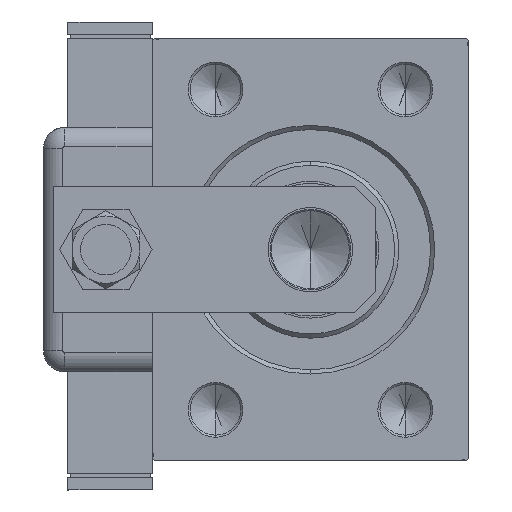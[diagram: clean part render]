
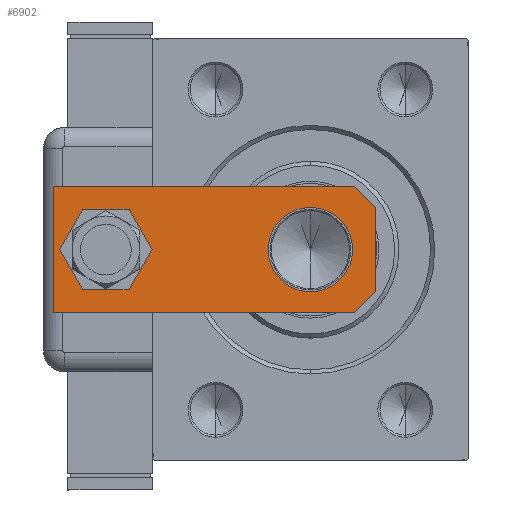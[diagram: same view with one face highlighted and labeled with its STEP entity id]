
A CAD part, left-side view. The second image highlights one B-rep face of the part: STEP entity #6902.
In plain terms, the highlighted face is planar.
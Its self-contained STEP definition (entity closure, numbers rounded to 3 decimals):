
#388 = CARTESIAN_POINT ( 'NONE',  ( 0., 15.5, 0. ) ) ;
#1644 = CIRCLE ( 'NONE', #24012, 7. ) ;
#1754 = VERTEX_POINT ( 'NONE', #54611 ) ;
#2066 = VERTEX_POINT ( 'NONE', #56074 ) ;
#2070 = DIRECTION ( 'NONE',  ( 1., 0., 0. ) ) ;
#3474 = VERTEX_POINT ( 'NONE', #49580 ) ;
#3833 = LINE ( 'NONE', #28200, #25932 ) ;
#3860 = EDGE_LOOP ( 'NONE', ( #14050, #24241 ) ) ;
#4025 = CARTESIAN_POINT ( 'NONE',  ( -10., 0., 0. ) ) ;
#4603 = ORIENTED_EDGE ( 'NONE', *, *, #45210, .F. ) ;
#6902 = ADVANCED_FACE ( 'NONE', ( #17613, #39894, #58439 ), #16726, .F. ) ;
#6972 = DIRECTION ( 'NONE',  ( 0., 0., 1. ) ) ;
#7715 = VERTEX_POINT ( 'NONE', #12824 ) ;
#8246 = VERTEX_POINT ( 'NONE', #41926 ) ;
#8695 = ORIENTED_EDGE ( 'NONE', *, *, #52146, .T. ) ;
#10852 = LINE ( 'NONE', #29734, #31037 ) ;
#11364 = ORIENTED_EDGE ( 'NONE', *, *, #14969, .T. ) ;
#11531 = CARTESIAN_POINT ( 'NONE',  ( 0., 64., 0. ) ) ;
#12448 = DIRECTION ( 'NONE',  ( -1., 0., 0. ) ) ;
#12824 = CARTESIAN_POINT ( 'NONE',  ( 15., 5., 0. ) ) ;
#13129 = DIRECTION ( 'NONE',  ( 0., 1., 0. ) ) ;
#13245 = CARTESIAN_POINT ( 'NONE',  ( -7., 64., 0. ) ) ;
#13835 = EDGE_CURVE ( 'NONE', #7715, #45419, #46014, .T. ) ;
#14050 = ORIENTED_EDGE ( 'NONE', *, *, #59160, .T. ) ;
#14969 = EDGE_CURVE ( 'NONE', #30846, #8246, #56612, .T. ) ;
#15003 = CARTESIAN_POINT ( 'NONE',  ( 0., 15.5, 0. ) ) ;
#15489 = CARTESIAN_POINT ( 'NONE',  ( -10., 0., 0. ) ) ;
#15656 = CARTESIAN_POINT ( 'NONE',  ( 15., 76.5, 0. ) ) ;
#16726 = PLANE ( 'NONE',  #49909 ) ;
#17018 = ORIENTED_EDGE ( 'NONE', *, *, #50840, .F. ) ;
#17613 = FACE_OUTER_BOUND ( 'NONE', #39286, .T. ) ;
#18133 = VERTEX_POINT ( 'NONE', #13245 ) ;
#18668 = EDGE_CURVE ( 'NONE', #2066, #3474, #31711, .T. ) ;
#19864 = DIRECTION ( 'NONE',  ( 0., -1., 0. ) ) ;
#20311 = DIRECTION ( 'NONE',  ( 1., 0., 0. ) ) ;
#23158 = EDGE_LOOP ( 'NONE', ( #43411, #30728 ) ) ;
#24012 = AXIS2_PLACEMENT_3D ( 'NONE', #11531, #44418, #2070 ) ;
#24241 = ORIENTED_EDGE ( 'NONE', *, *, #18668, .T. ) ;
#25932 = VECTOR ( 'NONE', #46783, 1000. ) ;
#27712 = VECTOR ( 'NONE', #46575, 1000. ) ;
#27807 = VECTOR ( 'NONE', #13129, 1000. ) ;
#28200 = CARTESIAN_POINT ( 'NONE',  ( 15., 5., 0. ) ) ;
#28399 = CARTESIAN_POINT ( 'NONE',  ( -15., 76.5, 0. ) ) ;
#28721 = DIRECTION ( 'NONE',  ( 1., 0., 0. ) ) ;
#29734 = CARTESIAN_POINT ( 'NONE',  ( -15., 0., 0. ) ) ;
#29963 = CARTESIAN_POINT ( 'NONE',  ( 0., 64., 0. ) ) ;
#30011 = EDGE_CURVE ( 'NONE', #46915, #8246, #38748, .T. ) ;
#30728 = ORIENTED_EDGE ( 'NONE', *, *, #45541, .T. ) ;
#30846 = VERTEX_POINT ( 'NONE', #4025 ) ;
#31037 = VECTOR ( 'NONE', #20311, 1000. ) ;
#31711 = CIRCLE ( 'NONE', #59917, 10. ) ;
#32615 = CARTESIAN_POINT ( 'NONE',  ( 15., 0., 0. ) ) ;
#32995 = DIRECTION ( 'NONE',  ( 0., 0., 1. ) ) ;
#33929 = DIRECTION ( 'NONE',  ( 1., 0., 0. ) ) ;
#35294 = DIRECTION ( 'NONE',  ( 1., 0., 0. ) ) ;
#35904 = AXIS2_PLACEMENT_3D ( 'NONE', #29963, #53419, #33929 ) ;
#35966 = CARTESIAN_POINT ( 'NONE',  ( 10., 0., 0. ) ) ;
#36175 = VERTEX_POINT ( 'NONE', #35966 ) ;
#36528 = ORIENTED_EDGE ( 'NONE', *, *, #13835, .F. ) ;
#38748 = LINE ( 'NONE', #28399, #42213 ) ;
#39286 = EDGE_LOOP ( 'NONE', ( #4603, #11364, #43476, #17018, #36528, #8695 ) ) ;
#39814 = AXIS2_PLACEMENT_3D ( 'NONE', #388, #32995, #28721 ) ;
#39894 = FACE_BOUND ( 'NONE', #23158, .T. ) ;
#41926 = CARTESIAN_POINT ( 'NONE',  ( -15., 5., 0. ) ) ;
#42213 = VECTOR ( 'NONE', #19864, 1000. ) ;
#42730 = DIRECTION ( 'NONE',  ( 1., 0., 0. ) ) ;
#43411 = ORIENTED_EDGE ( 'NONE', *, *, #54024, .T. ) ;
#43476 = ORIENTED_EDGE ( 'NONE', *, *, #30011, .F. ) ;
#44418 = DIRECTION ( 'NONE',  ( 0., 0., 1. ) ) ;
#44641 = CIRCLE ( 'NONE', #35904, 7. ) ;
#45210 = EDGE_CURVE ( 'NONE', #30846, #36175, #10852, .T. ) ;
#45419 = VERTEX_POINT ( 'NONE', #15656 ) ;
#45541 = EDGE_CURVE ( 'NONE', #1754, #18133, #44641, .T. ) ;
#46014 = LINE ( 'NONE', #32615, #27807 ) ;
#46575 = DIRECTION ( 'NONE',  ( -0.707, 0.707, 0. ) ) ;
#46783 = DIRECTION ( 'NONE',  ( -0.707, -0.707, 0. ) ) ;
#46915 = VERTEX_POINT ( 'NONE', #50758 ) ;
#48698 = CARTESIAN_POINT ( 'NONE',  ( 15., 76.5, 0. ) ) ;
#49580 = CARTESIAN_POINT ( 'NONE',  ( -10., 15.5, 0. ) ) ;
#49909 = AXIS2_PLACEMENT_3D ( 'NONE', #54771, #6972, #35294 ) ;
#50503 = VECTOR ( 'NONE', #12448, 1000. ) ;
#50758 = CARTESIAN_POINT ( 'NONE',  ( -15., 76.5, 0. ) ) ;
#50840 = EDGE_CURVE ( 'NONE', #45419, #46915, #58726, .T. ) ;
#52146 = EDGE_CURVE ( 'NONE', #7715, #36175, #3833, .T. ) ;
#53419 = DIRECTION ( 'NONE',  ( 0., 0., 1. ) ) ;
#54024 = EDGE_CURVE ( 'NONE', #18133, #1754, #1644, .T. ) ;
#54611 = CARTESIAN_POINT ( 'NONE',  ( 7., 64., 0. ) ) ;
#54771 = CARTESIAN_POINT ( 'NONE',  ( 0., 0., 0. ) ) ;
#56074 = CARTESIAN_POINT ( 'NONE',  ( 10., 15.5, 0. ) ) ;
#56612 = LINE ( 'NONE', #15489, #27712 ) ;
#57025 = DIRECTION ( 'NONE',  ( 0., 0., 1. ) ) ;
#57307 = CIRCLE ( 'NONE', #39814, 10. ) ;
#58439 = FACE_BOUND ( 'NONE', #3860, .T. ) ;
#58726 = LINE ( 'NONE', #48698, #50503 ) ;
#59160 = EDGE_CURVE ( 'NONE', #3474, #2066, #57307, .T. ) ;
#59917 = AXIS2_PLACEMENT_3D ( 'NONE', #15003, #57025, #42730 ) ;
